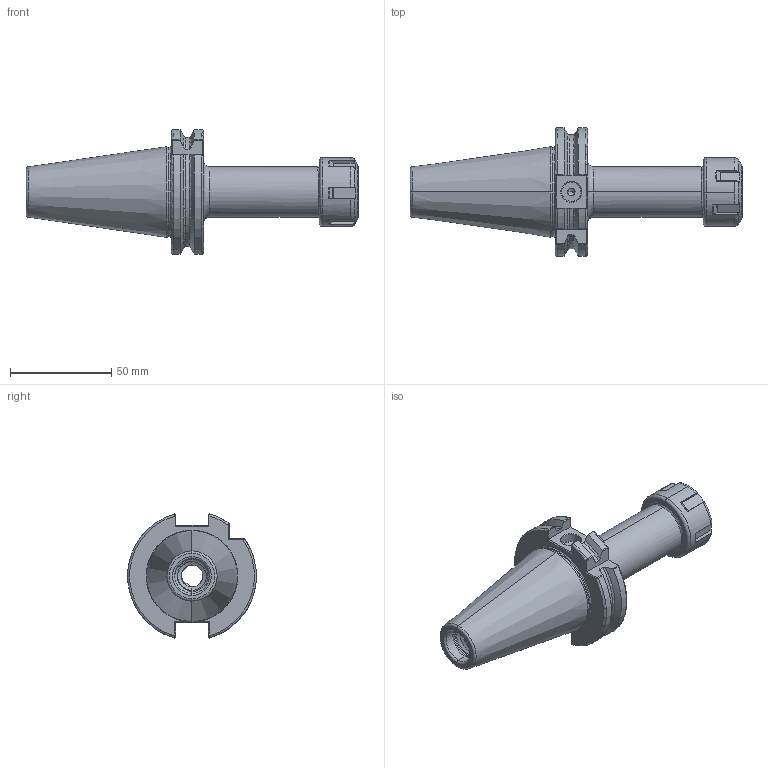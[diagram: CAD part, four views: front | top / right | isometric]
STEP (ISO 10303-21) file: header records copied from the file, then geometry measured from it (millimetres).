
FILE_DESCRIPTION (( 'STEP AP203' ), '1' );
FILE_NAME ('402.02.13.1.STEP', '2016-07-16T02:04:04', ( '' ), ( '' ), 'SwSTEP 2.0', 'SolidWorks 2012', '' );
FILE_SCHEMA (( 'CONFIG_CONTROL_DESIGN' ));
Length unit declared in the file: millimetre
Products named in the file (3): 402.02.13.1; 2-01.100.0200190C7_ER20螺帽(六溝)
Assembly tree (2 placements, depth 2):
  402.02.13.1
    402.02.13.1
    2-01.100.0200190C7_ER20螺帽(六溝)
Bounding box: 163.64 x 63.34 x 61.24 mm (x, y, z)
Volume: 129901.1 mm3; surface area: 37030.8 mm2
Topology: 2 solids, 2 shells, 375 faces, 1001 edges, 622 vertices
Faces by surface type: cylinder 137, plane 86, torus 57, bspline 57, cone 38
Entity records: 23186 total; most frequent: CARTESIAN_POINT 14790, ORIENTED_EDGE 1978, DIRECTION 1370, EDGE_CURVE 989, VERTEX_POINT 622, AXIS2_PLACEMENT_3D 532, EDGE_LOOP 383, ADVANCED_FACE 375
